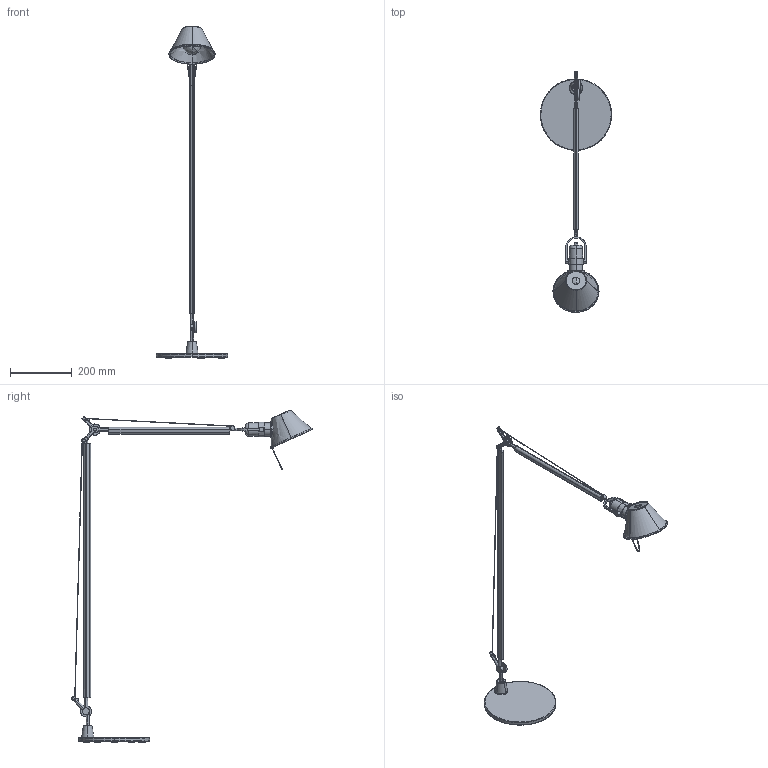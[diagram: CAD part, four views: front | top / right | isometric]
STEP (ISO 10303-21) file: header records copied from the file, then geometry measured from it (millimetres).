
FILE_DESCRIPTION(/* description */ (''),/* implementation_level */ '2;1');
FILE_NAME(/* name */ 'Tolomeo_Lettura _3D',/* time_stamp */ '2011-11-22T09:43:58+01:00',/* author */ (''),/* organization */ (''),/* preprocessor_version */ 'ST-DEVELOPER v10',/* originating_system */ '',/* authorisation */ '');
FILE_SCHEMA (('CONFIG_CONTROL_DESIGN'));
Length unit declared in the file: millimetre
Products named in the file (1): 1
Bounding box: 230 x 778.21 x 1071.1 mm (x, y, z)
Volume: 600924.5 mm3; surface area: 291800.2 mm2
Topology: 3 solids, 7 shells, 411 faces, 1120 edges, 728 vertices
Faces by surface type: bspline 329, plane 82
Entity records: 25447 total; most frequent: CARTESIAN_POINT 19232, ORIENTED_EDGE 2188, EDGE_CURVE 1108, VERTEX_POINT 728, B_SPLINE_CURVE_WITH_KNOTS 529, EDGE_LOOP 444, ADVANCED_FACE 411, FACE_OUTER_BOUND 411
